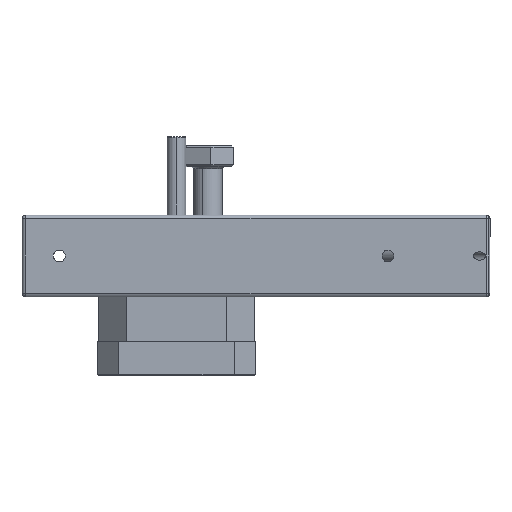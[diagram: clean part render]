
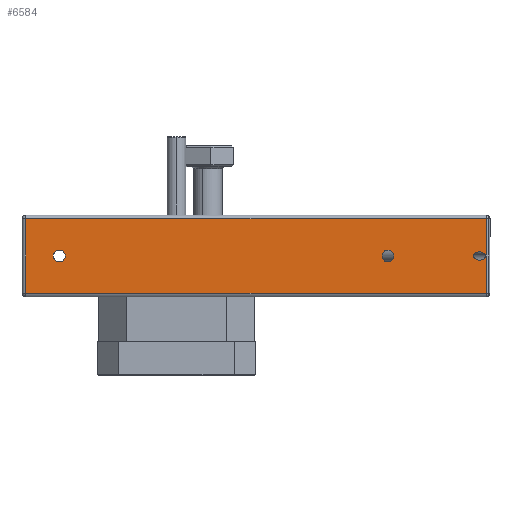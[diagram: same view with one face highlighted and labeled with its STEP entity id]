
A CAD part, left-side view. The second image highlights one B-rep face of the part: STEP entity #6584.
In plain terms, the highlighted face is planar.
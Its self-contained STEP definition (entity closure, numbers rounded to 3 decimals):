
#715 = FACE_BOUND ( 'NONE', #14291, .T. ) ;
#1336 = CIRCLE ( 'NONE', #36184, 1.6 ) ;
#1724 = CARTESIAN_POINT ( 'NONE',  ( 98.974, 4.195, -1.125 ) ) ;
#2112 = CIRCLE ( 'NONE', #21285, 1.6 ) ;
#2151 = PLANE ( 'NONE',  #27642 ) ;
#2833 = CARTESIAN_POINT ( 'NONE',  ( 80.451, -14.328, 0. ) ) ;
#2923 = ORIENTED_EDGE ( 'NONE', *, *, #34233, .F. ) ;
#3007 = CARTESIAN_POINT ( 'NONE',  ( 12.744, -82.035, 10. ) ) ;
#3425 = DIRECTION ( 'NONE',  ( 0.707, 0.707, 0. ) ) ;
#3446 = FACE_BOUND ( 'NONE', #10398, .T. ) ;
#3966 = CARTESIAN_POINT ( 'NONE',  ( 100.267, 5.488, -10. ) ) ;
#4450 = VERTEX_POINT ( 'NONE', #23855 ) ;
#4709 = DIRECTION ( 'NONE',  ( 0.707, 0.707, 0. ) ) ;
#4943 = AXIS2_PLACEMENT_3D ( 'NONE', #10951, #36262, #34106 ) ;
#5218 = VERTEX_POINT ( 'NONE', #16115 ) ;
#5317 = VECTOR ( 'NONE', #6057, 1000. ) ;
#5335 =( BOUNDED_CURVE ( )  B_SPLINE_CURVE ( 3, ( #36843, #28118, #27993, #1724 ),
 .UNSPECIFIED., .F., .F. ) 
 B_SPLINE_CURVE_WITH_KNOTS ( ( 4, 4 ),
 ( 1.571, 4.712 ),
 .UNSPECIFIED. ) 
 CURVE ( )  GEOMETRIC_REPRESENTATION_ITEM ( )  RATIONAL_B_SPLINE_CURVE ( ( 1., 0.333, 0.333, 1. ) ) 
 REPRESENTATION_ITEM ( '' )  );
#6057 = DIRECTION ( 'NONE',  ( 0.707, 0.707, 0. ) ) ;
#6366 = VERTEX_POINT ( 'NONE', #2833 ) ;
#6584 = ADVANCED_FACE ( 'NONE', ( #23982, #715, #30783, #3446 ), #2151, .F. ) ;
#6892 = EDGE_CURVE ( 'NONE', #35747, #11712, #12115, .T. ) ;
#7135 = LINE ( 'NONE', #32370, #5317 ) ;
#7776 = DIRECTION ( 'NONE',  ( -0.707, 0.707, 0. ) ) ;
#7952 = EDGE_CURVE ( 'NONE', #6366, #20209, #16970, .T. ) ;
#8214 = DIRECTION ( 'NONE',  ( -0.707, 0.707, 0. ) ) ;
#9177 = CIRCLE ( 'NONE', #10998, 1.6 ) ;
#9186 = DIRECTION ( 'NONE',  ( -0.707, -0.707, 0. ) ) ;
#9310 = CARTESIAN_POINT ( 'NONE',  ( 12.036, -82.742, 10. ) ) ;
#9991 = ORIENTED_EDGE ( 'NONE', *, *, #27226, .T. ) ;
#10398 = EDGE_LOOP ( 'NONE', ( #9991, #13447 ) ) ;
#10951 = CARTESIAN_POINT ( 'NONE',  ( 81.582, -13.197, 0. ) ) ;
#10998 = AXIS2_PLACEMENT_3D ( 'NONE', #12633, #23717, #3425 ) ;
#11425 = CARTESIAN_POINT ( 'NONE',  ( 100.267, 5.488, 10. ) ) ;
#11712 = VERTEX_POINT ( 'NONE', #11425 ) ;
#12115 = LINE ( 'NONE', #37255, #14835 ) ;
#12333 = EDGE_CURVE ( 'NONE', #11712, #14460, #36768, .T. ) ;
#12553 = DIRECTION ( 'NONE',  ( 0., 0., -1. ) ) ;
#12608 = CARTESIAN_POINT ( 'NONE',  ( 17.976, -76.803, 0. ) ) ;
#12633 = CARTESIAN_POINT ( 'NONE',  ( 19.108, -75.671, 0. ) ) ;
#13006 =( BOUNDED_CURVE ( )  B_SPLINE_CURVE ( 3, ( #33498, #16083, #30579, #35900 ),
 .UNSPECIFIED., .F., .F. ) 
 B_SPLINE_CURVE_WITH_KNOTS ( ( 4, 4 ),
 ( 4.712, 7.854 ),
 .UNSPECIFIED. ) 
 CURVE ( )  GEOMETRIC_REPRESENTATION_ITEM ( )  RATIONAL_B_SPLINE_CURVE ( ( 1., 0.333, 0.333, 1. ) ) 
 REPRESENTATION_ITEM ( '' )  );
#13094 = DIRECTION ( 'NONE',  ( -0.707, -0.707, 0. ) ) ;
#13447 = ORIENTED_EDGE ( 'NONE', *, *, #34162, .T. ) ;
#14291 = EDGE_LOOP ( 'NONE', ( #2923, #23222 ) ) ;
#14460 = VERTEX_POINT ( 'NONE', #3007 ) ;
#14835 = VECTOR ( 'NONE', #35466, 1000. ) ;
#14924 = VERTEX_POINT ( 'NONE', #17487 ) ;
#16067 = EDGE_CURVE ( 'NONE', #5218, #35747, #7135, .T. ) ;
#16083 = CARTESIAN_POINT ( 'NONE',  ( 96.724, 1.945, -1.125 ) ) ;
#16115 = CARTESIAN_POINT ( 'NONE',  ( 12.744, -82.035, -10. ) ) ;
#16383 = ORIENTED_EDGE ( 'NONE', *, *, #28788, .T. ) ;
#16438 = DIRECTION ( 'NONE',  ( 0.707, -0.707, 0. ) ) ;
#16442 = CARTESIAN_POINT ( 'NONE',  ( 41.381, -53.397, -140.715 ) ) ;
#16802 = ORIENTED_EDGE ( 'NONE', *, *, #12333, .T. ) ;
#16970 = CIRCLE ( 'NONE', #4943, 1.6 ) ;
#17487 = CARTESIAN_POINT ( 'NONE',  ( 98.974, 4.195, -1.125 ) ) ;
#17753 = LINE ( 'NONE', #27192, #30493 ) ;
#18188 = ORIENTED_EDGE ( 'NONE', *, *, #29107, .T. ) ;
#19431 = VERTEX_POINT ( 'NONE', #19615 ) ;
#19615 = CARTESIAN_POINT ( 'NONE',  ( 98.974, 4.195, 1.125 ) ) ;
#20209 = VERTEX_POINT ( 'NONE', #21542 ) ;
#20978 = VERTEX_POINT ( 'NONE', #12608 ) ;
#21285 = AXIS2_PLACEMENT_3D ( 'NONE', #33874, #16438, #4709 ) ;
#21542 = CARTESIAN_POINT ( 'NONE',  ( 82.714, -12.065, 0. ) ) ;
#21900 = ORIENTED_EDGE ( 'NONE', *, *, #6892, .T. ) ;
#22590 = DIRECTION ( 'NONE',  ( -0.707, -0.707, 0. ) ) ;
#23222 = ORIENTED_EDGE ( 'NONE', *, *, #26169, .F. ) ;
#23717 = DIRECTION ( 'NONE',  ( 0.707, -0.707, 0. ) ) ;
#23855 = CARTESIAN_POINT ( 'NONE',  ( 20.239, -74.54, 0. ) ) ;
#23982 = FACE_OUTER_BOUND ( 'NONE', #30292, .T. ) ;
#26139 = ORIENTED_EDGE ( 'NONE', *, *, #7952, .T. ) ;
#26169 = EDGE_CURVE ( 'NONE', #20978, #4450, #9177, .T. ) ;
#27192 = CARTESIAN_POINT ( 'NONE',  ( 12.744, -82.035, -140.715 ) ) ;
#27226 = EDGE_CURVE ( 'NONE', #19431, #14924, #5335, .T. ) ;
#27642 = AXIS2_PLACEMENT_3D ( 'NONE', #16442, #7776, #22590 ) ;
#27993 = CARTESIAN_POINT ( 'NONE',  ( 101.224, 6.445, -1.125 ) ) ;
#28118 = CARTESIAN_POINT ( 'NONE',  ( 101.224, 6.445, 1.125 ) ) ;
#28165 = VECTOR ( 'NONE', #9186, 1000. ) ;
#28788 = EDGE_CURVE ( 'NONE', #20209, #6366, #1336, .T. ) ;
#29107 = EDGE_CURVE ( 'NONE', #14460, #5218, #17753, .T. ) ;
#29766 = EDGE_LOOP ( 'NONE', ( #26139, #16383 ) ) ;
#30292 = EDGE_LOOP ( 'NONE', ( #18188, #35694, #21900, #16802 ) ) ;
#30493 = VECTOR ( 'NONE', #12553, 1000. ) ;
#30579 = CARTESIAN_POINT ( 'NONE',  ( 96.724, 1.945, 1.125 ) ) ;
#30783 = FACE_BOUND ( 'NONE', #29766, .T. ) ;
#32370 = CARTESIAN_POINT ( 'NONE',  ( 101.974, 7.195, -10. ) ) ;
#33498 = CARTESIAN_POINT ( 'NONE',  ( 98.974, 4.195, -1.125 ) ) ;
#33874 = CARTESIAN_POINT ( 'NONE',  ( 19.108, -75.671, 0. ) ) ;
#34106 = DIRECTION ( 'NONE',  ( -0.707, -0.707, 0. ) ) ;
#34162 = EDGE_CURVE ( 'NONE', #14924, #19431, #13006, .T. ) ;
#34233 = EDGE_CURVE ( 'NONE', #4450, #20978, #2112, .T. ) ;
#34426 = CARTESIAN_POINT ( 'NONE',  ( 81.582, -13.197, 0. ) ) ;
#35466 = DIRECTION ( 'NONE',  ( 0., 0., 1. ) ) ;
#35694 = ORIENTED_EDGE ( 'NONE', *, *, #16067, .T. ) ;
#35747 = VERTEX_POINT ( 'NONE', #3966 ) ;
#35900 = CARTESIAN_POINT ( 'NONE',  ( 98.974, 4.195, 1.125 ) ) ;
#36184 = AXIS2_PLACEMENT_3D ( 'NONE', #34426, #8214, #13094 ) ;
#36262 = DIRECTION ( 'NONE',  ( -0.707, 0.707, 0. ) ) ;
#36768 = LINE ( 'NONE', #9310, #28165 ) ;
#36843 = CARTESIAN_POINT ( 'NONE',  ( 98.974, 4.195, 1.125 ) ) ;
#37255 = CARTESIAN_POINT ( 'NONE',  ( 100.267, 5.488, -140.715 ) ) ;
